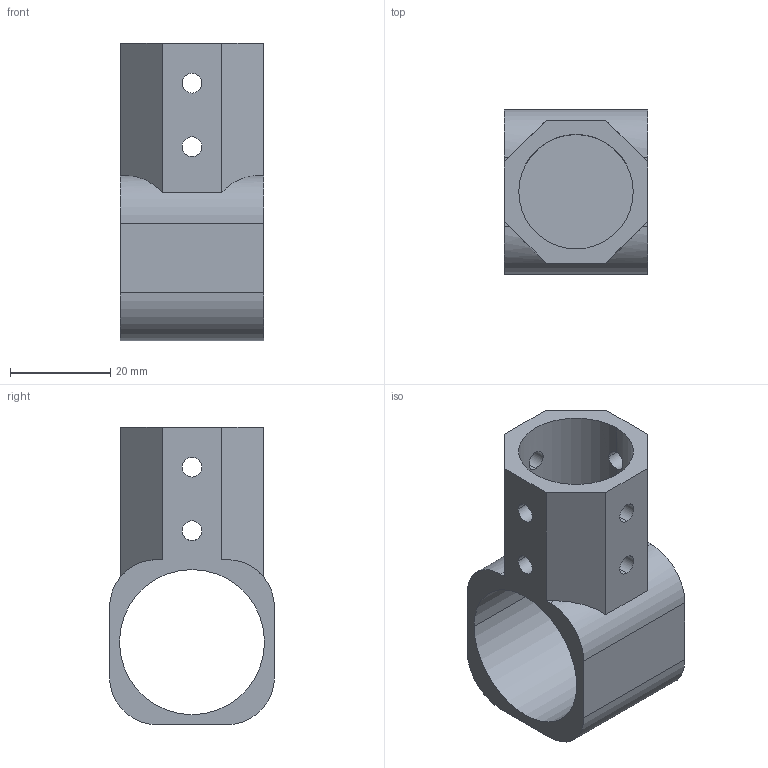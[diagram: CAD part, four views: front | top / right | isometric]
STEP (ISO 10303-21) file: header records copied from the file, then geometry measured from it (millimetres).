
FILE_DESCRIPTION (( 'STEP AP214' ), '1' );
FILE_NAME ('End Bearing Mount - No Clamp.STEP', '2021-04-13T21:36:47', ( '' ), ( '' ), 'SwSTEP 2.0', 'SolidWorks 2020', '' );
FILE_SCHEMA (( 'AUTOMOTIVE_DESIGN' ));
Length unit declared in the file: inch
Products named in the file (1): End Bearing Mount - No Clamp
Bounding box: 28.57 x 32.94 x 59.33 mm (x, y, z)
Volume: 16934.7 mm3; surface area: 11178.7 mm2
Topology: 1 solids, 1 shells, 41 faces, 126 edges, 84 vertices
Faces by surface type: cylinder 24, plane 17
Entity records: 1888 total; most frequent: CARTESIAN_POINT 712, ORIENTED_EDGE 252, DIRECTION 214, EDGE_CURVE 126, VERTEX_POINT 84, AXIS2_PLACEMENT_3D 74, VECTOR 66, LINE 66
